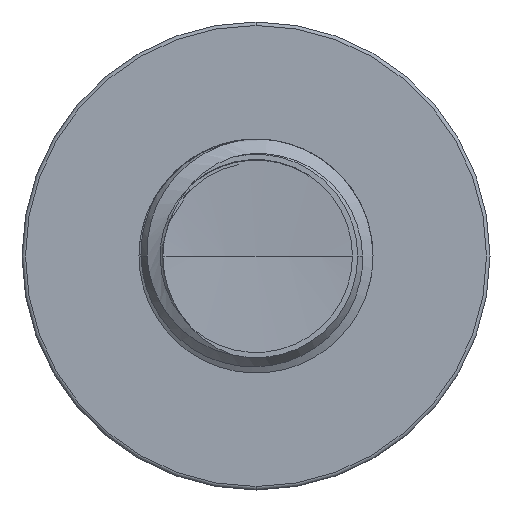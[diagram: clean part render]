
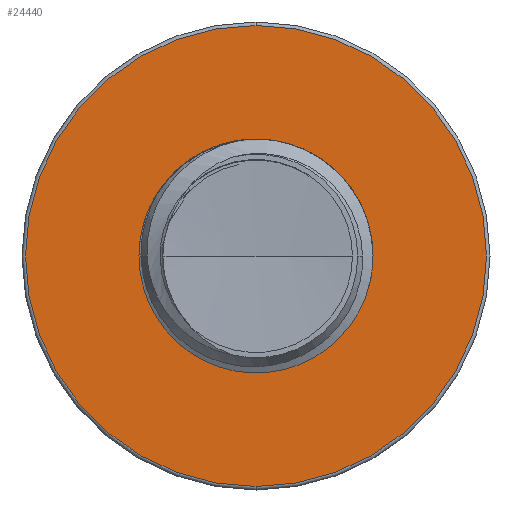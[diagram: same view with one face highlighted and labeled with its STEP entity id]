
A CAD part, front view. The second image highlights one B-rep face of the part: STEP entity #24440.
In plain terms, the highlighted planar face has unit normal (0, -1, 0).
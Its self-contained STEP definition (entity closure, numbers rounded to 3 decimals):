
#1182 = AXIS2_PLACEMENT_3D ( 'NONE', #45459, #21409, #49376 ) ;
#4785 = CIRCLE ( 'NONE', #4866, 5.91 ) ;
#4866 = AXIS2_PLACEMENT_3D ( 'NONE', #32822, #8557, #36768 ) ;
#6623 = CIRCLE ( 'NONE', #36245, 2.923 ) ;
#6658 = EDGE_CURVE ( 'NONE', #32436, #22938, #4785, .T. ) ;
#7027 = FACE_BOUND ( 'NONE', #45745, .T. ) ;
#8122 = CARTESIAN_POINT ( 'NONE',  ( 0., 25., 0. ) ) ;
#8557 = DIRECTION ( 'NONE',  ( 0., -1., 0. ) ) ;
#8701 = EDGE_CURVE ( 'NONE', #34954, #22874, #6623, .T. ) ;
#9580 = PLANE ( 'NONE',  #15091 ) ;
#12187 = DIRECTION ( 'NONE',  ( 0., 0., -1. ) ) ;
#13616 = DIRECTION ( 'NONE',  ( 0., 0., -1. ) ) ;
#15091 = AXIS2_PLACEMENT_3D ( 'NONE', #37249, #37753, #13616 ) ;
#15702 = EDGE_LOOP ( 'NONE', ( #38001, #21584 ) ) ;
#16447 = DIRECTION ( 'NONE',  ( 0., -1., 0. ) ) ;
#18678 = CIRCLE ( 'NONE', #1182, 2.923 ) ;
#21409 = DIRECTION ( 'NONE',  ( 0., -1., 0. ) ) ;
#21584 = ORIENTED_EDGE ( 'NONE', *, *, #29884, .T. ) ;
#22874 = VERTEX_POINT ( 'NONE', #50196 ) ;
#22938 = VERTEX_POINT ( 'NONE', #47131 ) ;
#24440 = ADVANCED_FACE ( 'NONE', ( #48265, #7027 ), #9580, .T. ) ;
#28386 = ORIENTED_EDGE ( 'NONE', *, *, #29157, .F. ) ;
#29157 = EDGE_CURVE ( 'NONE', #22874, #34954, #18678, .T. ) ;
#29884 = EDGE_CURVE ( 'NONE', #22938, #32436, #37112, .T. ) ;
#32436 = VERTEX_POINT ( 'NONE', #45216 ) ;
#32822 = CARTESIAN_POINT ( 'NONE',  ( 0., 25., 0. ) ) ;
#33130 = CARTESIAN_POINT ( 'NONE',  ( 0., 25., 2.923 ) ) ;
#34954 = VERTEX_POINT ( 'NONE', #33130 ) ;
#36245 = AXIS2_PLACEMENT_3D ( 'NONE', #8122, #36360, #12187 ) ;
#36360 = DIRECTION ( 'NONE',  ( 0., -1., 0. ) ) ;
#36768 = DIRECTION ( 'NONE',  ( 0., 0., -1. ) ) ;
#37112 = CIRCLE ( 'NONE', #42172, 5.91 ) ;
#37249 = CARTESIAN_POINT ( 'NONE',  ( 0., 25., 2.923 ) ) ;
#37753 = DIRECTION ( 'NONE',  ( 0., -1., 0. ) ) ;
#38001 = ORIENTED_EDGE ( 'NONE', *, *, #6658, .T. ) ;
#40609 = CARTESIAN_POINT ( 'NONE',  ( 0., 25., 0. ) ) ;
#42172 = AXIS2_PLACEMENT_3D ( 'NONE', #40609, #16447, #44543 ) ;
#44543 = DIRECTION ( 'NONE',  ( 0., 0., -1. ) ) ;
#45216 = CARTESIAN_POINT ( 'NONE',  ( 0., 25., -5.91 ) ) ;
#45459 = CARTESIAN_POINT ( 'NONE',  ( 0., 25., 0. ) ) ;
#45745 = EDGE_LOOP ( 'NONE', ( #28386, #49587 ) ) ;
#47131 = CARTESIAN_POINT ( 'NONE',  ( 0., 25., 5.91 ) ) ;
#48265 = FACE_OUTER_BOUND ( 'NONE', #15702, .T. ) ;
#49376 = DIRECTION ( 'NONE',  ( 0., 0., -1. ) ) ;
#49587 = ORIENTED_EDGE ( 'NONE', *, *, #8701, .F. ) ;
#50196 = CARTESIAN_POINT ( 'NONE',  ( 0., 25., -2.923 ) ) ;
